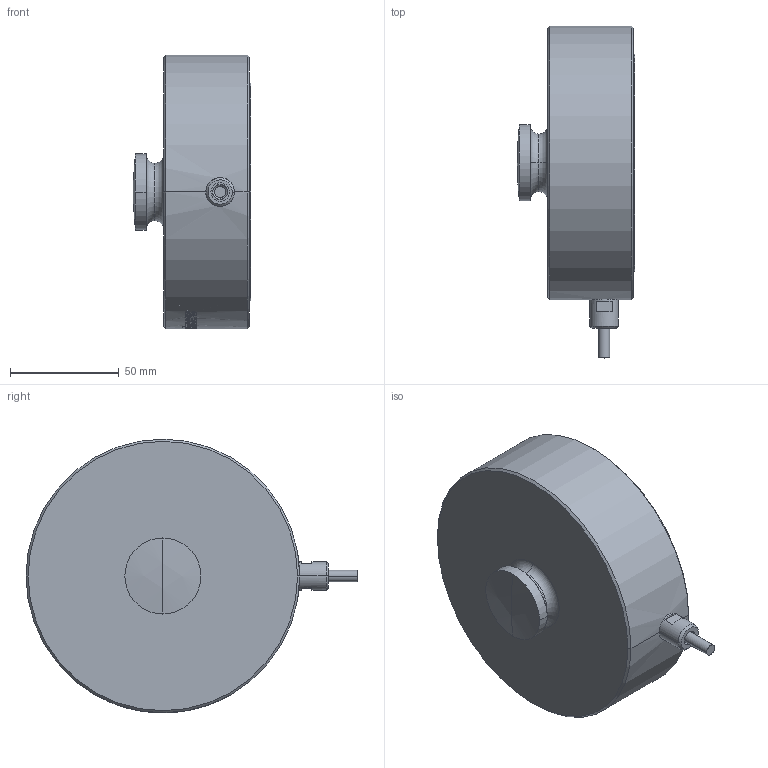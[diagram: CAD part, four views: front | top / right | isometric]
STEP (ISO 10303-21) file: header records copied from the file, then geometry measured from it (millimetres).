
FILE_DESCRIPTION(('STEP AP214'),'1');
FILE_NAME('CBS 20t and 30t.stp','2015-05-18T06:56:23',(' '),(' '),'Spatial InterOp 3D',' ',' ');
FILE_SCHEMA(('automotive_design'));
Length unit declared in the file: metre
Products named in the file (1): CBS Ø126 body
Bounding box: 53.89 x 152.81 x 126 mm (x, y, z)
Volume: 503680.3 mm3; surface area: 43156.3 mm2
Topology: 1 solids, 1 shells, 102 faces, 309 edges, 238 vertices
Faces by surface type: cylinder 37, plane 28, bspline 21, cone 6, revolution 4, torus 4, sphere 2
Entity records: 6425 total; most frequent: CARTESIAN_POINT 2807, ORIENTED_EDGE 618, DIRECTION 531, EDGE_CURVE 309, VERTEX_POINT 238, AXIS2_PLACEMENT_3D 225, CIRCLE 137, EDGE_LOOP 131
